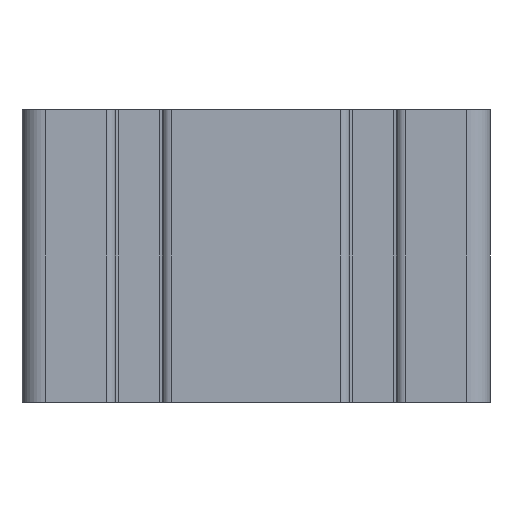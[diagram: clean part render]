
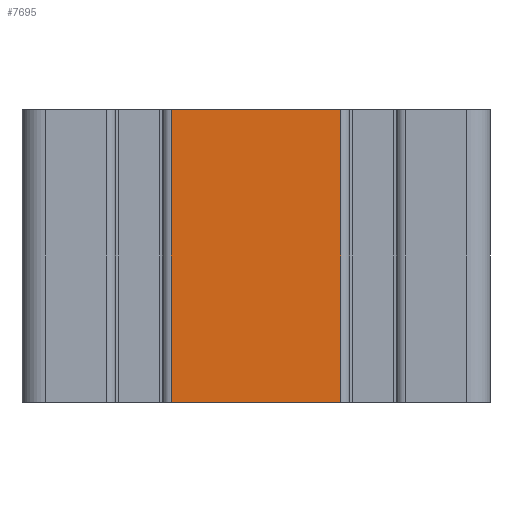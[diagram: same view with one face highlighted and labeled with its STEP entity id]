
A CAD part, left-side view. The second image highlights one B-rep face of the part: STEP entity #7695.
In plain terms, the highlighted planar face has unit normal (-1, 0, 0).
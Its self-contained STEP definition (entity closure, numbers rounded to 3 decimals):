
#225 = CARTESIAN_POINT ( 'NONE',  ( -40., -14.5, 25. ) ) ;
#279 = PLANE ( 'NONE',  #1427 ) ;
#361 = LINE ( 'NONE', #1727, #5294 ) ;
#397 = LINE ( 'NONE', #7282, #7012 ) ;
#407 = VERTEX_POINT ( 'NONE', #6043 ) ;
#431 = ORIENTED_EDGE ( 'NONE', *, *, #5083, .T. ) ;
#589 = DIRECTION ( 'NONE',  ( 0., 0., -1. ) ) ;
#1105 = DIRECTION ( 'NONE',  ( 1., 0., 0. ) ) ;
#1427 = AXIS2_PLACEMENT_3D ( 'NONE', #4762, #1105, #9227 ) ;
#1615 = ORIENTED_EDGE ( 'NONE', *, *, #2681, .F. ) ;
#1727 = CARTESIAN_POINT ( 'NONE',  ( -40., -14.5, 25. ) ) ;
#1846 = VERTEX_POINT ( 'NONE', #3863 ) ;
#2120 = EDGE_CURVE ( 'NONE', #3210, #7620, #361, .T. ) ;
#2649 = EDGE_CURVE ( 'NONE', #1846, #7620, #397, .T. ) ;
#2681 = EDGE_CURVE ( 'NONE', #407, #3210, #2746, .T. ) ;
#2746 = LINE ( 'NONE', #4934, #8893 ) ;
#2839 = DIRECTION ( 'NONE',  ( 0., -1., 0. ) ) ;
#3210 = VERTEX_POINT ( 'NONE', #225 ) ;
#3213 = DIRECTION ( 'NONE',  ( 0., 0., -1. ) ) ;
#3863 = CARTESIAN_POINT ( 'NONE',  ( -40., 14.5, -25. ) ) ;
#4762 = CARTESIAN_POINT ( 'NONE',  ( -40., -14.5, 25. ) ) ;
#4934 = CARTESIAN_POINT ( 'NONE',  ( -40., -14.5, 25. ) ) ;
#5035 = LINE ( 'NONE', #5079, #6584 ) ;
#5079 = CARTESIAN_POINT ( 'NONE',  ( -40., 14.5, 25. ) ) ;
#5083 = EDGE_CURVE ( 'NONE', #407, #1846, #5035, .T. ) ;
#5294 = VECTOR ( 'NONE', #3213, 1000. ) ;
#5426 = EDGE_LOOP ( 'NONE', ( #8385, #6147, #1615, #431 ) ) ;
#5997 = CARTESIAN_POINT ( 'NONE',  ( -40., -14.5, -25. ) ) ;
#6043 = CARTESIAN_POINT ( 'NONE',  ( -40., 14.5, 25. ) ) ;
#6147 = ORIENTED_EDGE ( 'NONE', *, *, #2120, .F. ) ;
#6284 = FACE_OUTER_BOUND ( 'NONE', #5426, .T. ) ;
#6584 = VECTOR ( 'NONE', #589, 1000. ) ;
#7012 = VECTOR ( 'NONE', #2839, 1000. ) ;
#7282 = CARTESIAN_POINT ( 'NONE',  ( -40., -14.5, -25. ) ) ;
#7620 = VERTEX_POINT ( 'NONE', #5997 ) ;
#7695 = ADVANCED_FACE ( 'NONE', ( #6284 ), #279, .F. ) ;
#8385 = ORIENTED_EDGE ( 'NONE', *, *, #2649, .T. ) ;
#8752 = DIRECTION ( 'NONE',  ( 0., -1., 0. ) ) ;
#8893 = VECTOR ( 'NONE', #8752, 1000. ) ;
#9227 = DIRECTION ( 'NONE',  ( 0., 1., 0. ) ) ;
